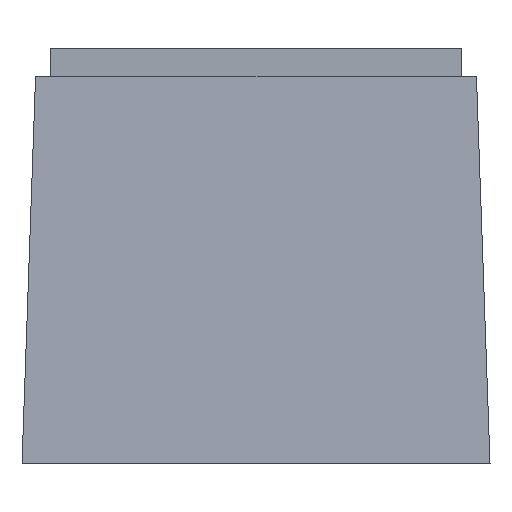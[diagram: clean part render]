
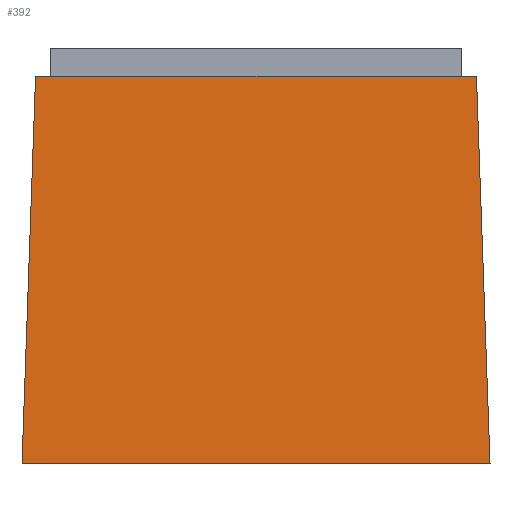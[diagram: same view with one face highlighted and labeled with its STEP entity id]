
A CAD part, left-side view. The second image highlights one B-rep face of the part: STEP entity #392.
In plain terms, the highlighted planar face has unit normal (-0.999, 0, 0.035).
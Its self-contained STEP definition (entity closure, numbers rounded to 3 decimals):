
#67=FACE_OUTER_BOUND('',#627,.T.);
#162=LINE('',#2702,#265);
#179=LINE('',#2737,#282);
#181=LINE('',#2741,#284);
#182=LINE('',#2742,#285);
#265=VECTOR('',#1999,1.);
#282=VECTOR('',#2028,1.);
#284=VECTOR('',#2032,1.);
#285=VECTOR('',#2033,1.);
#392=ADVANCED_FACE('',(#67),#497,.T.);
#497=PLANE('',#1902);
#627=EDGE_LOOP('',(#834,#835,#836,#837));
#834=ORIENTED_EDGE('',*,*,#1542,.F.);
#835=ORIENTED_EDGE('',*,*,#1522,.T.);
#836=ORIENTED_EDGE('',*,*,#1543,.F.);
#837=ORIENTED_EDGE('',*,*,#1540,.F.);
#1340=VERTEX_POINT('',#2697);
#1342=VERTEX_POINT('',#2701);
#1354=VERTEX_POINT('',#2736);
#1355=VERTEX_POINT('',#2738);
#1522=EDGE_CURVE('',#1340,#1342,#162,.T.);
#1540=EDGE_CURVE('',#1354,#1355,#179,.T.);
#1542=EDGE_CURVE('',#1340,#1354,#181,.T.);
#1543=EDGE_CURVE('',#1355,#1342,#182,.T.);
#1902=AXIS2_PLACEMENT_3D('',#2743,#2034,#2035);
#1999=DIRECTION('',(0.,-1.,0.));
#2028=DIRECTION('',(0.,-1.,0.));
#2032=DIRECTION('',(0.035,-0.035,0.999));
#2033=DIRECTION('',(-0.035,-0.035,-0.999));
#2034=DIRECTION('',(-0.999,0.,0.035));
#2035=DIRECTION('',(0.035,0.,0.999));
#2697=CARTESIAN_POINT('',(-9.957,9.957,-0.2));
#2701=CARTESIAN_POINT('',(-9.957,-9.957,-0.2));
#2702=CARTESIAN_POINT('',(-9.957,11.,-0.2));
#2736=CARTESIAN_POINT('',(-9.381,9.381,16.3));
#2737=CARTESIAN_POINT('',(-9.381,11.,16.3));
#2738=CARTESIAN_POINT('',(-9.381,-9.381,16.3));
#2741=CARTESIAN_POINT('',(-9.695,9.695,7.315));
#2742=CARTESIAN_POINT('',(-9.668,-9.668,8.082));
#2743=CARTESIAN_POINT('',(-9.693,11.,7.361));
